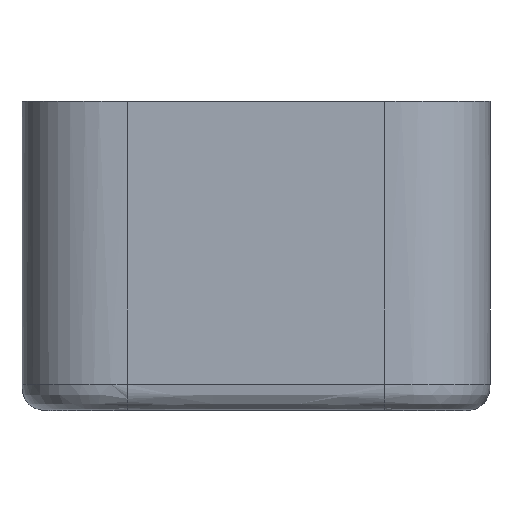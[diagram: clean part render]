
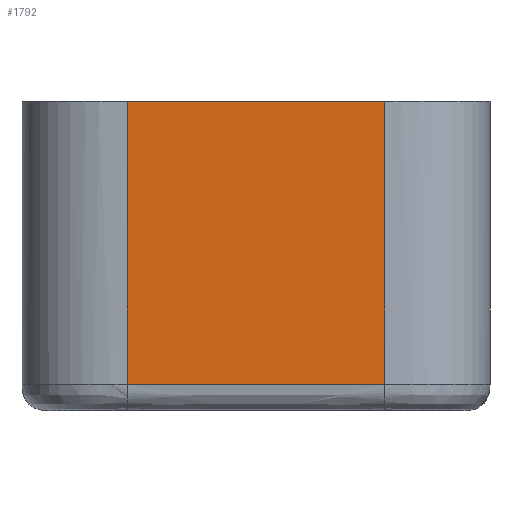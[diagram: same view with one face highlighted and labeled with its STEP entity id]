
A CAD part, left-side view. The second image highlights one B-rep face of the part: STEP entity #1792.
In plain terms, the highlighted planar face has unit normal (-1, 0, 0).
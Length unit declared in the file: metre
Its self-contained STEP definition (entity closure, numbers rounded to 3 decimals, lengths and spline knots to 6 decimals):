
#24=B_SPLINE_CURVE_WITH_KNOTS('',3,(#2748,#2749,#2750,#2751),
 .UNSPECIFIED.,.F.,.F.,(4,4),(0.,1.),.UNSPECIFIED.);
#244=ORIENTED_EDGE('',*,*,#733,.F.);
#245=ORIENTED_EDGE('',*,*,#734,.T.);
#246=ORIENTED_EDGE('',*,*,#729,.T.);
#247=ORIENTED_EDGE('',*,*,#735,.T.);
#729=EDGE_CURVE('',#964,#965,#1150,.T.);
#733=EDGE_CURVE('',#968,#969,#1152,.T.);
#734=EDGE_CURVE('',#968,#964,#24,.T.);
#735=EDGE_CURVE('',#965,#969,#1153,.T.);
#964=VERTEX_POINT('',#2721);
#965=VERTEX_POINT('',#2722);
#968=VERTEX_POINT('',#2746);
#969=VERTEX_POINT('',#2747);
#1150=LINE('',#2720,#1348);
#1152=LINE('',#2745,#1350);
#1153=LINE('',#2752,#1351);
#1348=VECTOR('',#2154,1.);
#1350=VECTOR('',#2158,1.);
#1351=VECTOR('',#2159,1.);
#1471=EDGE_LOOP('',(#244,#245,#246,#247));
#1600=FACE_BOUND('',#1471,.T.);
#1719=PLANE('',#1911);
#1792=ADVANCED_FACE('',(#1600),#1719,.F.);
#1911=AXIS2_PLACEMENT_3D('',#2744,#2156,#2157);
#2154=DIRECTION('',(0.,0.,1.));
#2156=DIRECTION('',(1.,0.,0.));
#2157=DIRECTION('',(0.,0.,-1.));
#2158=DIRECTION('',(0.,0.,1.));
#2159=DIRECTION('',(0.,1.,0.));
#2720=CARTESIAN_POINT('',(-0.042725,-0.00975,-0.0224));
#2721=CARTESIAN_POINT('',(-0.042725,-0.00975,-0.0204));
#2722=CARTESIAN_POINT('',(-0.042725,-0.00975,0.00105));
#2744=CARTESIAN_POINT('',(-0.042725,0.,-0.0224));
#2745=CARTESIAN_POINT('',(-0.042725,0.00975,-0.0224));
#2746=CARTESIAN_POINT('',(-0.042725,0.00975,-0.0204));
#2747=CARTESIAN_POINT('',(-0.042725,0.00975,0.00105));
#2748=CARTESIAN_POINT('',(-0.042725,0.00975,-0.0204));
#2749=CARTESIAN_POINT('',(-0.042725,0.00325,-0.0204));
#2750=CARTESIAN_POINT('',(-0.042725,-0.00325,-0.0204));
#2751=CARTESIAN_POINT('',(-0.042725,-0.00975,-0.0204));
#2752=CARTESIAN_POINT('',(-0.042725,0.,0.00105));
